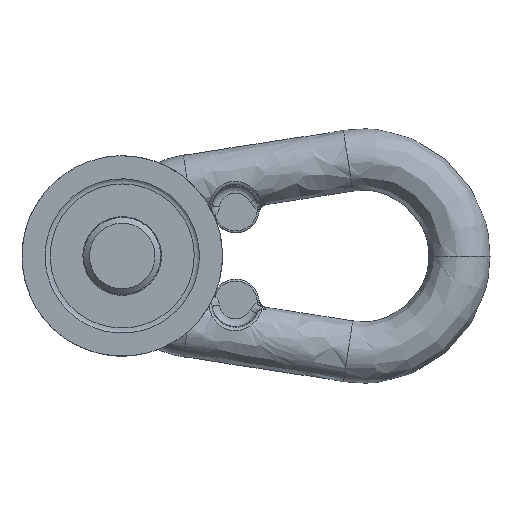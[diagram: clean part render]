
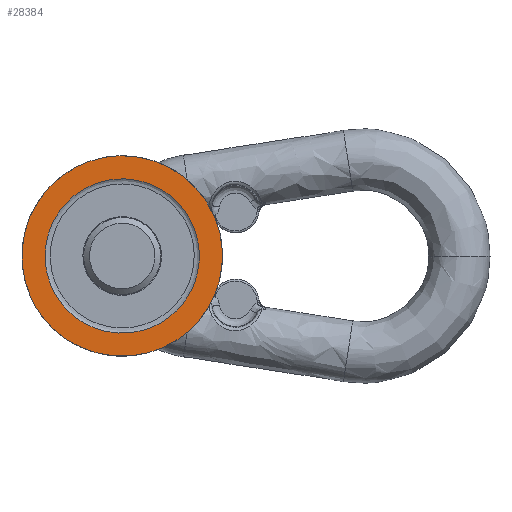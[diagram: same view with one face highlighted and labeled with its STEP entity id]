
A CAD part, front view. The second image highlights one B-rep face of the part: STEP entity #28384.
In plain terms, the highlighted free-form (B-spline) face has degree [1, 1] with [2, 2] control points.
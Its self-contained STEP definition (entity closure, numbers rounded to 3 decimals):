
#28326=CARTESIAN_POINT('V3618',(0.0,-5.5,26.0));
#28327=VERTEX_POINT('V3618',#28326);
#28333=CARTESIAN_POINT('E12',(0.0,-5.5,26.0));
#28334=CARTESIAN_POINT('E12',(45.033,-5.5,
   26.0));
#28335=CARTESIAN_POINT('E12',(22.517,-5.5,
   -13.0));
#28336=CARTESIAN_POINT('E12',(0.,-5.5,
   -52.0));
#28337=CARTESIAN_POINT('E12',(-22.517,-5.5,
   -13.0));
#28338=CARTESIAN_POINT('E12',(-45.033,-5.5,
   26.0));
#28339=CARTESIAN_POINT('E12',(0.0,-5.5,26.0));
#28347=(BOUNDED_CURVE()B_SPLINE_CURVE(2,(#28333,#28334,#28335,
   #28336,#28337,#28338,#28339),.CIRCULAR_ARC.,.T.,.U.)
   B_SPLINE_CURVE_WITH_KNOTS((3,2,2,3),(0.0,3.217,
   6.433,9.65),.UNSPECIFIED.)CURVE()
   GEOMETRIC_REPRESENTATION_ITEM()RATIONAL_B_SPLINE_CURVE((1.0,
   0.5,1.0,0.5,1.0,0.5,1.0)
   )REPRESENTATION_ITEM('E12'));
#28348=EDGE_CURVE('E12',#28327,#28327,#28347,.T.);
#28355=CARTESIAN_POINT('F37',(-28.6,-5.5,
   -28.6));
#28356=CARTESIAN_POINT('F37',(28.6,-5.5,
   -28.6));
#28357=CARTESIAN_POINT('F37',(-28.6,-5.5,
   28.6));
#28358=CARTESIAN_POINT('F37',(28.6,-5.5,
   28.6));
#28359=QUASI_UNIFORM_SURFACE('F37',1,1,((#28355,#28357),(#28356,
   #28358)),.PLANE_SURF.,.F.,.F.,.U.);
#28360=ORIENTED_EDGE('E12',*,*,#28348,.F.);
#28361=EDGE_LOOP('F37',(#28360));
#28362=FACE_OUTER_BOUND('F37',#28361,.T.);
#28363=CARTESIAN_POINT('V3699',(0.0,-5.5,20.0));
#28364=VERTEX_POINT('V3699',#28363);
#28365=CARTESIAN_POINT('E163',(0.0,-5.5,20.0));
#28366=CARTESIAN_POINT('E163',(-34.641,
   -5.5,20.0));
#28367=CARTESIAN_POINT('E163',(-17.321,
   -5.5,-10.0));
#28368=CARTESIAN_POINT('E163',(0.,-5.5,
   -40.0));
#28369=CARTESIAN_POINT('E163',(17.321,-5.5,
   -10.0));
#28370=CARTESIAN_POINT('E163',(34.641,-5.5,
   20.0));
#28371=CARTESIAN_POINT('E163',(0.0,-5.5,20.0));
#28379=(BOUNDED_CURVE()B_SPLINE_CURVE(2,(#28365,#28366,#28367,
   #28368,#28369,#28370,#28371),.CIRCULAR_ARC.,.T.,.U.)
   B_SPLINE_CURVE_WITH_KNOTS((3,2,2,3),(0.0,44.415,
   88.83,133.245),.UNSPECIFIED.)CURVE()
   GEOMETRIC_REPRESENTATION_ITEM()RATIONAL_B_SPLINE_CURVE((1.0,
   0.5,1.0,0.5,1.0,0.5,1.0)
   )REPRESENTATION_ITEM('E163'));
#28380=EDGE_CURVE('E163',#28364,#28364,#28379,.T.);
#28381=ORIENTED_EDGE('E163',*,*,#28380,.F.);
#28382=EDGE_LOOP('F37',(#28381));
#28383=FACE_BOUND('F37',#28382,.T.);
#28384=ADVANCED_FACE('F37',(#28362,#28383),#28359,.T.);
